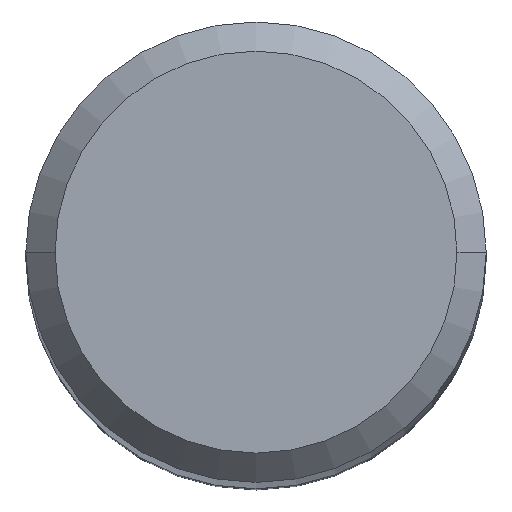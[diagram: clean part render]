
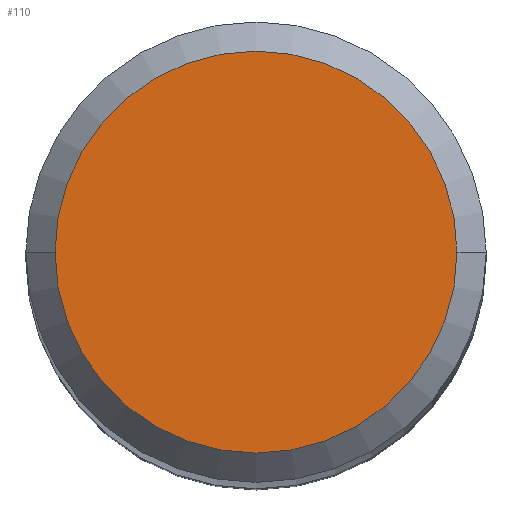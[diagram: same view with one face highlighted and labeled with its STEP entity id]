
A CAD part, top view. The second image highlights one B-rep face of the part: STEP entity #110.
In plain terms, the highlighted planar face has unit normal (0, 0, 1).
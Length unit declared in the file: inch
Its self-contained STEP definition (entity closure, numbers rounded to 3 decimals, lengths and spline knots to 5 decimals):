
#1 = CARTESIAN_POINT ( 'NONE',  ( 0., 0., 2.24409 ) ) ;
#8 = CARTESIAN_POINT ( 'NONE',  ( 0., 0., 2.24409 ) ) ;
#26 = EDGE_LOOP ( 'NONE', ( #305, #379 ) ) ;
#36 = DIRECTION ( 'NONE',  ( 1., 0., 0. ) ) ;
#47 = EDGE_CURVE ( 'NONE', #179, #196, #127, .T. ) ;
#62 = CIRCLE ( 'NONE', #247, 0.10311 ) ;
#69 = DIRECTION ( 'NONE',  ( 0., 0., 1. ) ) ;
#105 = CARTESIAN_POINT ( 'NONE',  ( 0.10311, 0., 2.24409 ) ) ;
#110 = ADVANCED_FACE ( 'NONE', ( #187 ), #358, .T. ) ;
#117 = EDGE_CURVE ( 'NONE', #196, #179, #62, .T. ) ;
#127 = CIRCLE ( 'NONE', #268, 0.10311 ) ;
#129 = DIRECTION ( 'NONE',  ( 0., 0., 1. ) ) ;
#146 = DIRECTION ( 'NONE',  ( 0., 0., 1. ) ) ;
#152 = CARTESIAN_POINT ( 'NONE',  ( 0., 0., 2.24409 ) ) ;
#179 = VERTEX_POINT ( 'NONE', #242 ) ;
#187 = FACE_OUTER_BOUND ( 'NONE', #26, .T. ) ;
#196 = VERTEX_POINT ( 'NONE', #105 ) ;
#242 = CARTESIAN_POINT ( 'NONE',  ( -0.10311, 0., 2.24409 ) ) ;
#247 = AXIS2_PLACEMENT_3D ( 'NONE', #152, #129, #359 ) ;
#268 = AXIS2_PLACEMENT_3D ( 'NONE', #1, #146, #348 ) ;
#305 = ORIENTED_EDGE ( 'NONE', *, *, #47, .T. ) ;
#333 = AXIS2_PLACEMENT_3D ( 'NONE', #8, #69, #36 ) ;
#348 = DIRECTION ( 'NONE',  ( 1., 0., 0. ) ) ;
#358 = PLANE ( 'NONE',  #333 ) ;
#359 = DIRECTION ( 'NONE',  ( 1., 0., 0. ) ) ;
#379 = ORIENTED_EDGE ( 'NONE', *, *, #117, .T. ) ;
